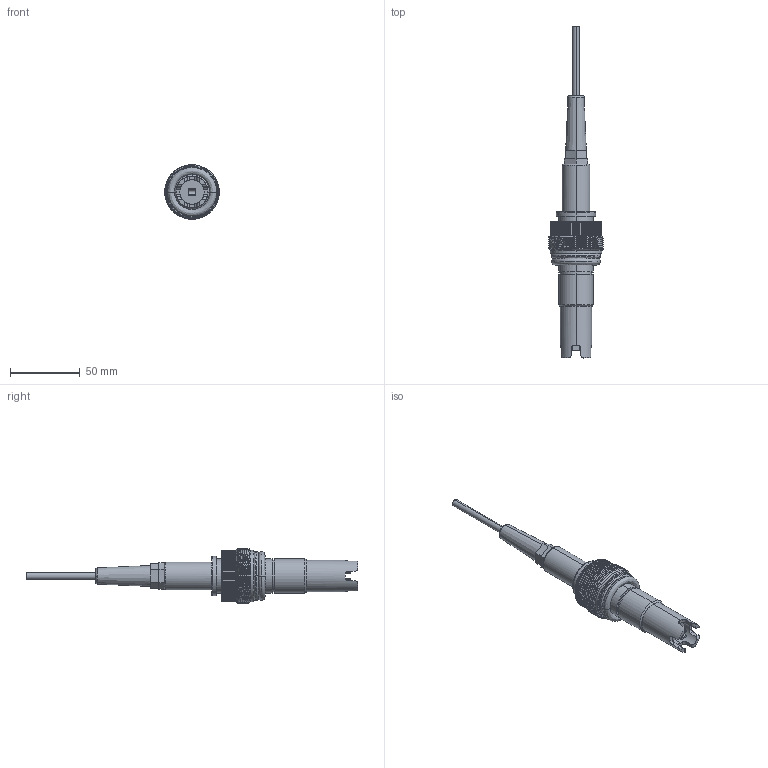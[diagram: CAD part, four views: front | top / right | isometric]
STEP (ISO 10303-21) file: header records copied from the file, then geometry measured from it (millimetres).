
FILE_DESCRIPTION (( 'STEP AP214' ), '1' );
FILE_NAME ('SRWQ100-EC103-8801_3D.STEP', '2022-03-11T17:03:40', ( '' ), ( '' ), 'SwSTEP 2.0', 'SolidWorks 2021', '' );
FILE_SCHEMA (( 'AUTOMOTIVE_DESIGN' ));
Length unit declared in the file: inch
Products named in the file (4): AB3; AB4; AB2; SRWQ100-EC103-8801_3D
Assembly tree (3 placements, depth 2):
  SRWQ100-EC103-8801_3D
    AB4
    AB2
    AB3
Bounding box: 39 x 237.5 x 39 mm (x, y, z)
Volume: 79991.6 mm3; surface area: 23915.7 mm2
Topology: 3 solids, 3 shells, 927 faces, 2451 edges, 1322 vertices
Faces by surface type: cylinder 396, bspline 385, plane 133, cone 13
Entity records: 43361 total; most frequent: CARTESIAN_POINT 23996, ORIENTED_EDGE 4470, DIRECTION 3537, EDGE_CURVE 2235, AXIS2_PLACEMENT_3D 1481, VERTEX_POINT 1322, EDGE_LOOP 939, CIRCLE 933
